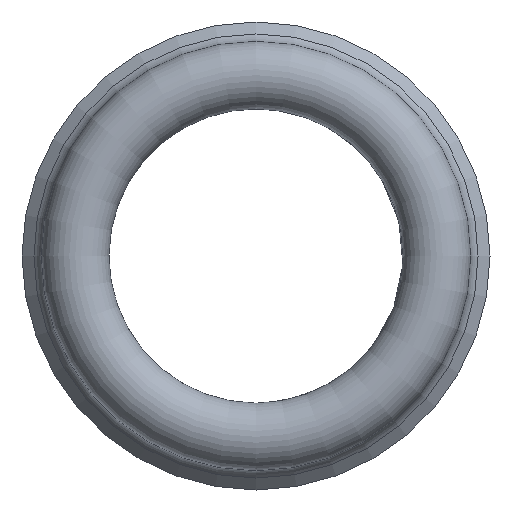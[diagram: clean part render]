
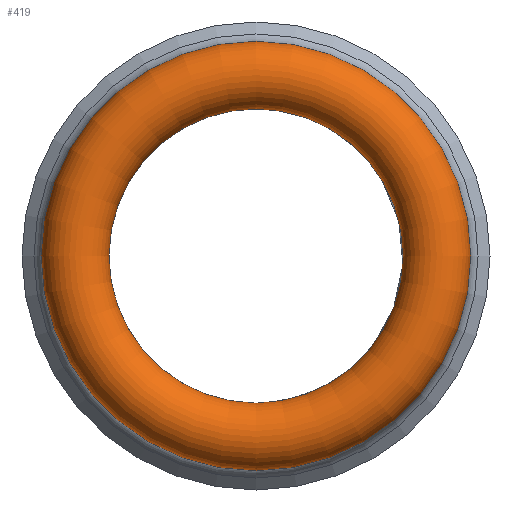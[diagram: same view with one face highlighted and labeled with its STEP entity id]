
A CAD part, front view. The second image highlights one B-rep face of the part: STEP entity #419.
In plain terms, the highlighted toroidal (fillet/blend) face has major radius 14.325 mm and minor radius 2.675 mm.
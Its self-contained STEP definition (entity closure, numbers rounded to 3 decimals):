
#20=TOROIDAL_SURFACE('',#477,14.325,2.675);
#36=CIRCLE('',#474,11.65);
#37=CIRCLE('',#475,11.65);
#39=CIRCLE('',#478,17.);
#40=CIRCLE('',#479,2.675);
#41=CIRCLE('',#480,17.);
#87=FACE_OUTER_BOUND('',#110,.T.);
#110=EDGE_LOOP('',(#348,#349,#350,#351,#352,#353));
#186=VERTEX_POINT('',#1264);
#187=VERTEX_POINT('',#1266);
#188=VERTEX_POINT('',#1271);
#189=VERTEX_POINT('',#1272);
#244=EDGE_CURVE('',#187,#186,#36,.T.);
#245=EDGE_CURVE('',#186,#187,#37,.T.);
#247=EDGE_CURVE('',#188,#189,#39,.T.);
#248=EDGE_CURVE('',#188,#187,#40,.T.);
#249=EDGE_CURVE('',#189,#188,#41,.T.);
#348=ORIENTED_EDGE('',*,*,#247,.F.);
#349=ORIENTED_EDGE('',*,*,#248,.T.);
#350=ORIENTED_EDGE('',*,*,#244,.T.);
#351=ORIENTED_EDGE('',*,*,#245,.T.);
#352=ORIENTED_EDGE('',*,*,#248,.F.);
#353=ORIENTED_EDGE('',*,*,#249,.F.);
#419=ADVANCED_FACE('',(#87),#20,.T.);
#474=AXIS2_PLACEMENT_3D('',#1267,#545,#546);
#475=AXIS2_PLACEMENT_3D('',#1268,#547,#548);
#477=AXIS2_PLACEMENT_3D('',#1270,#551,#552);
#478=AXIS2_PLACEMENT_3D('',#1273,#553,#554);
#479=AXIS2_PLACEMENT_3D('',#1274,#555,#556);
#480=AXIS2_PLACEMENT_3D('',#1275,#557,#558);
#545=DIRECTION('center_axis',(0.,1.,0.));
#546=DIRECTION('ref_axis',(-1.,0.,0.));
#547=DIRECTION('center_axis',(0.,1.,0.));
#548=DIRECTION('ref_axis',(-1.,0.,0.));
#551=DIRECTION('center_axis',(0.,1.,0.));
#552=DIRECTION('ref_axis',(0.,0.,1.));
#553=DIRECTION('center_axis',(0.,1.,0.));
#554=DIRECTION('ref_axis',(-1.,0.,0.));
#555=DIRECTION('center_axis',(-1.,0.,0.));
#556=DIRECTION('ref_axis',(0.,0.,-1.));
#557=DIRECTION('center_axis',(0.,1.,0.));
#558=DIRECTION('ref_axis',(-1.,0.,0.));
#1264=CARTESIAN_POINT('',(11.65,2.275,0.));
#1266=CARTESIAN_POINT('',(0.,2.275,-11.65));
#1267=CARTESIAN_POINT('Origin',(0.,2.275,0.));
#1268=CARTESIAN_POINT('Origin',(0.,2.275,0.));
#1270=CARTESIAN_POINT('Origin',(0.,2.275,0.));
#1271=CARTESIAN_POINT('',(0.,2.275,-17.));
#1272=CARTESIAN_POINT('',(17.,2.275,0.));
#1273=CARTESIAN_POINT('Origin',(0.,2.275,0.));
#1274=CARTESIAN_POINT('Origin',(0.,2.275,-14.325));
#1275=CARTESIAN_POINT('Origin',(0.,2.275,0.));
